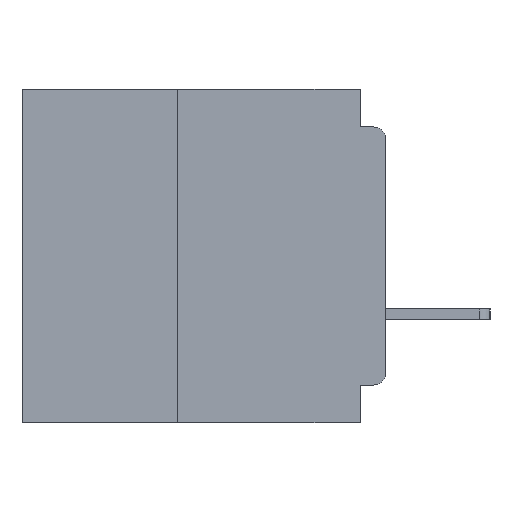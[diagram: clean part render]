
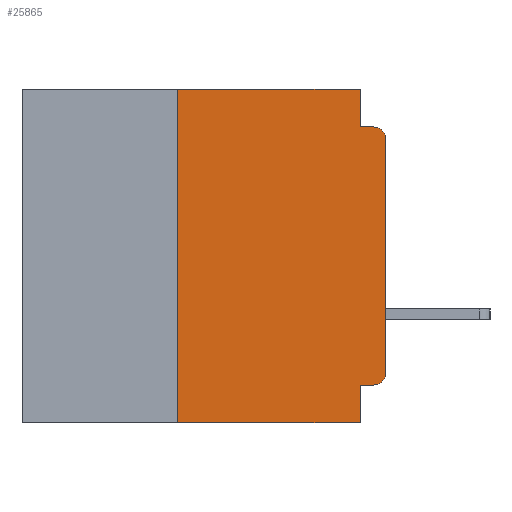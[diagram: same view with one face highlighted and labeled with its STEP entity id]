
A CAD part, left-side view. The second image highlights one B-rep face of the part: STEP entity #25865.
In plain terms, the highlighted planar face has unit normal (-1, 0, 0).
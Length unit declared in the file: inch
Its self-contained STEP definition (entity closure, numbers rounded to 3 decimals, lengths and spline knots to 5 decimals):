
#35 = CARTESIAN_POINT ( 'NONE',  ( 0., 0.25, -0.4 ) ) ;
#604 = VECTOR ( 'NONE', #23596, 39.37008 ) ;
#1718 = LINE ( 'NONE', #30285, #604 ) ;
#1932 = AXIS2_PLACEMENT_3D ( 'NONE', #33375, #13023, #36727 ) ;
#2819 = LINE ( 'NONE', #43656, #20234 ) ;
#3603 = DIRECTION ( 'NONE',  ( 0., 0., 1. ) ) ;
#3982 = VERTEX_POINT ( 'NONE', #18321 ) ;
#4614 = VECTOR ( 'NONE', #17385, 39.37008 ) ;
#4777 = EDGE_CURVE ( 'NONE', #30532, #15370, #29290, .T. ) ;
#5752 = CARTESIAN_POINT ( 'NONE',  ( 0., 0.25, -0.4 ) ) ;
#6532 = CIRCLE ( 'NONE', #28251, 0.015 ) ;
#6577 = VERTEX_POINT ( 'NONE', #44379 ) ;
#8649 = EDGE_CURVE ( 'NONE', #15370, #3982, #29955, .T. ) ;
#9030 = VECTOR ( 'NONE', #3603, 39.37008 ) ;
#10209 = VERTEX_POINT ( 'NONE', #5752 ) ;
#10667 = EDGE_CURVE ( 'NONE', #35922, #6577, #11113, .T. ) ;
#11113 = LINE ( 'NONE', #42217, #29251 ) ;
#11222 = VERTEX_POINT ( 'NONE', #17243 ) ;
#11381 = LINE ( 'NONE', #19410, #28455 ) ;
#11471 = AXIS2_PLACEMENT_3D ( 'NONE', #29090, #42594, #22401 ) ;
#11689 = CARTESIAN_POINT ( 'NONE',  ( 0., 0.015, -0.06 ) ) ;
#11708 = DIRECTION ( 'NONE',  ( 0., 0., -1. ) ) ;
#12991 = LINE ( 'NONE', #17903, #25244 ) ;
#13023 = DIRECTION ( 'NONE',  ( -1., 0., 0. ) ) ;
#13872 = CARTESIAN_POINT ( 'NONE',  ( 0., 0.015, -0.355 ) ) ;
#14183 = EDGE_CURVE ( 'NONE', #3982, #33525, #6532, .T. ) ;
#14649 = ORIENTED_EDGE ( 'NONE', *, *, #36865, .F. ) ;
#15176 = DIRECTION ( 'NONE',  ( 0., 0., -1. ) ) ;
#15241 = ORIENTED_EDGE ( 'NONE', *, *, #8649, .T. ) ;
#15314 = EDGE_CURVE ( 'NONE', #10209, #6577, #12991, .T. ) ;
#15370 = VERTEX_POINT ( 'NONE', #21612 ) ;
#16703 = CARTESIAN_POINT ( 'NONE',  ( 0., 0.031, 0. ) ) ;
#17243 = CARTESIAN_POINT ( 'NONE',  ( 0., 0.25, 0. ) ) ;
#17385 = DIRECTION ( 'NONE',  ( 0., -1., 0. ) ) ;
#17903 = CARTESIAN_POINT ( 'NONE',  ( 0., 0.437, -0.4 ) ) ;
#18321 = CARTESIAN_POINT ( 'NONE',  ( 0., 0., -0.06 ) ) ;
#18555 = CARTESIAN_POINT ( 'NONE',  ( 0., 0.031, -0.355 ) ) ;
#19410 = CARTESIAN_POINT ( 'NONE',  ( 0., 0.031, 0. ) ) ;
#19885 = EDGE_CURVE ( 'NONE', #10209, #11222, #22962, .T. ) ;
#20234 = VECTOR ( 'NONE', #40215, 39.37008 ) ;
#20340 = VERTEX_POINT ( 'NONE', #16703 ) ;
#20991 = EDGE_CURVE ( 'NONE', #11222, #20340, #2819, .T. ) ;
#21035 = EDGE_CURVE ( 'NONE', #30532, #35922, #1718, .T. ) ;
#21318 = DIRECTION ( 'NONE',  ( 0., -1., 0. ) ) ;
#21612 = CARTESIAN_POINT ( 'NONE',  ( 0., 0., -0.34 ) ) ;
#21999 = VECTOR ( 'NONE', #27367, 39.37008 ) ;
#22401 = DIRECTION ( 'NONE',  ( 0., 0., -1. ) ) ;
#22786 = DIRECTION ( 'NONE',  ( 0., 0., -1. ) ) ;
#22788 = ORIENTED_EDGE ( 'NONE', *, *, #20991, .F. ) ;
#22962 = LINE ( 'NONE', #35, #9030 ) ;
#23596 = DIRECTION ( 'NONE',  ( 0., 1., 0. ) ) ;
#23924 = VERTEX_POINT ( 'NONE', #43787 ) ;
#24398 = EDGE_CURVE ( 'NONE', #20340, #23924, #11381, .T. ) ;
#25244 = VECTOR ( 'NONE', #21318, 39.37008 ) ;
#25865 = ADVANCED_FACE ( 'NONE', ( #34127 ), #35872, .F. ) ;
#25888 = ORIENTED_EDGE ( 'NONE', *, *, #24398, .F. ) ;
#25953 = ORIENTED_EDGE ( 'NONE', *, *, #15314, .T. ) ;
#27367 = DIRECTION ( 'NONE',  ( 0., 0., 1. ) ) ;
#28120 = ORIENTED_EDGE ( 'NONE', *, *, #19885, .F. ) ;
#28251 = AXIS2_PLACEMENT_3D ( 'NONE', #11689, #35453, #15176 ) ;
#28455 = VECTOR ( 'NONE', #22786, 39.37008 ) ;
#28551 = EDGE_LOOP ( 'NONE', ( #15241, #28595, #14649, #25888, #22788, #28120, #25953, #43084, #36117, #35823 ) ) ;
#28595 = ORIENTED_EDGE ( 'NONE', *, *, #14183, .T. ) ;
#29090 = CARTESIAN_POINT ( 'NONE',  ( 0., 0.437, 0. ) ) ;
#29251 = VECTOR ( 'NONE', #11708, 39.37008 ) ;
#29290 = CIRCLE ( 'NONE', #1932, 0.015 ) ;
#29955 = LINE ( 'NONE', #37506, #21999 ) ;
#30285 = CARTESIAN_POINT ( 'NONE',  ( 0., 0., -0.355 ) ) ;
#30532 = VERTEX_POINT ( 'NONE', #13872 ) ;
#30960 = LINE ( 'NONE', #37594, #4614 ) ;
#33375 = CARTESIAN_POINT ( 'NONE',  ( 0., 0.015, -0.34 ) ) ;
#33525 = VERTEX_POINT ( 'NONE', #38493 ) ;
#34127 = FACE_OUTER_BOUND ( 'NONE', #28551, .T. ) ;
#35453 = DIRECTION ( 'NONE',  ( -1., 0., 0. ) ) ;
#35823 = ORIENTED_EDGE ( 'NONE', *, *, #4777, .T. ) ;
#35872 = PLANE ( 'NONE',  #11471 ) ;
#35922 = VERTEX_POINT ( 'NONE', #18555 ) ;
#36117 = ORIENTED_EDGE ( 'NONE', *, *, #21035, .F. ) ;
#36727 = DIRECTION ( 'NONE',  ( 0., 0., -1. ) ) ;
#36865 = EDGE_CURVE ( 'NONE', #23924, #33525, #30960, .T. ) ;
#37506 = CARTESIAN_POINT ( 'NONE',  ( 0., 0., 0. ) ) ;
#37594 = CARTESIAN_POINT ( 'NONE',  ( 0., 0., -0.045 ) ) ;
#38493 = CARTESIAN_POINT ( 'NONE',  ( 0., 0.015, -0.045 ) ) ;
#40215 = DIRECTION ( 'NONE',  ( 0., -1., 0. ) ) ;
#42217 = CARTESIAN_POINT ( 'NONE',  ( 0., 0.031, -0.4 ) ) ;
#42594 = DIRECTION ( 'NONE',  ( 1., 0., 0. ) ) ;
#43084 = ORIENTED_EDGE ( 'NONE', *, *, #10667, .F. ) ;
#43656 = CARTESIAN_POINT ( 'NONE',  ( 0., 0.437, 0. ) ) ;
#43787 = CARTESIAN_POINT ( 'NONE',  ( 0., 0.031, -0.045 ) ) ;
#44379 = CARTESIAN_POINT ( 'NONE',  ( 0., 0.031, -0.4 ) ) ;
